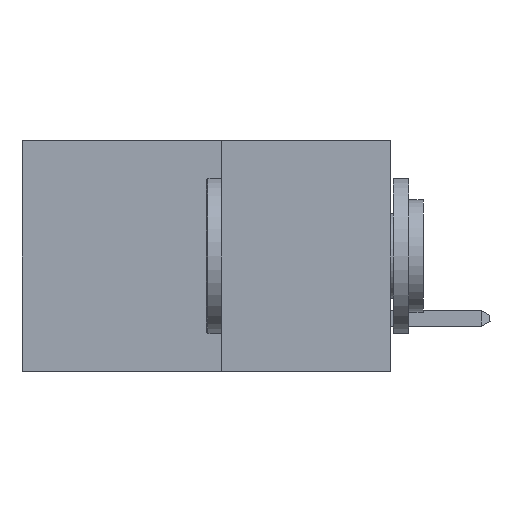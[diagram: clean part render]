
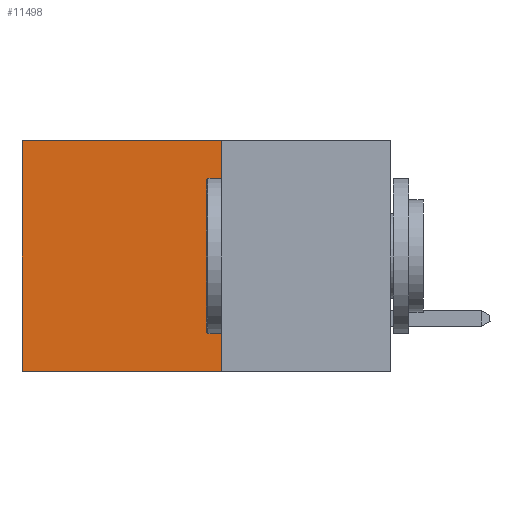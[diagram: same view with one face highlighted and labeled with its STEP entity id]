
A CAD part, left-side view. The second image highlights one B-rep face of the part: STEP entity #11498.
In plain terms, the highlighted planar face has unit normal (-1, 0, 0).
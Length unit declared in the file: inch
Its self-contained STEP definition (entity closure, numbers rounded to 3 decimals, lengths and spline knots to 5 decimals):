
#373 = CARTESIAN_POINT ( 'NONE',  ( 0.277, 0.27, 0. ) ) ;
#664 = DIRECTION ( 'NONE',  ( 0., 0., -1. ) ) ;
#4967 = PLANE ( 'NONE',  #28432 ) ;
#5548 = VERTEX_POINT ( 'NONE', #15826 ) ;
#5618 = EDGE_CURVE ( 'NONE', #5548, #27777, #22153, .T. ) ;
#5637 = VECTOR ( 'NONE', #664, 39.37008 ) ;
#5762 = LINE ( 'NONE', #23046, #28243 ) ;
#7301 = CARTESIAN_POINT ( 'NONE',  ( 0.277, 0.27, -0.37 ) ) ;
#7439 = CARTESIAN_POINT ( 'NONE',  ( 0.277, 0.27, -0.37 ) ) ;
#7446 = DIRECTION ( 'NONE',  ( 0., 0., -1. ) ) ;
#9423 = VECTOR ( 'NONE', #16991, 39.37008 ) ;
#9453 = DIRECTION ( 'NONE',  ( 1., 0., 0. ) ) ;
#9528 = EDGE_CURVE ( 'NONE', #27777, #11056, #5762, .T. ) ;
#9668 = CARTESIAN_POINT ( 'NONE',  ( 0.277, 0.59, -0.37 ) ) ;
#11056 = VERTEX_POINT ( 'NONE', #9668 ) ;
#11498 = ADVANCED_FACE ( 'NONE', ( #13650 ), #4967, .F. ) ;
#11570 = LINE ( 'NONE', #7439, #5637 ) ;
#12211 = EDGE_CURVE ( 'NONE', #5548, #12790, #11570, .T. ) ;
#12790 = VERTEX_POINT ( 'NONE', #7301 ) ;
#13280 = CARTESIAN_POINT ( 'NONE',  ( 0.277, 0.59, 0. ) ) ;
#13456 = ORIENTED_EDGE ( 'NONE', *, *, #27547, .F. ) ;
#13650 = FACE_OUTER_BOUND ( 'NONE', #16722, .T. ) ;
#15442 = VECTOR ( 'NONE', #20528, 39.37008 ) ;
#15514 = ORIENTED_EDGE ( 'NONE', *, *, #9528, .T. ) ;
#15826 = CARTESIAN_POINT ( 'NONE',  ( 0.277, 0.27, 0. ) ) ;
#16722 = EDGE_LOOP ( 'NONE', ( #15514, #13456, #18016, #22009 ) ) ;
#16991 = DIRECTION ( 'NONE',  ( 0., 1., 0. ) ) ;
#18016 = ORIENTED_EDGE ( 'NONE', *, *, #12211, .F. ) ;
#20528 = DIRECTION ( 'NONE',  ( 0., 1., 0. ) ) ;
#22009 = ORIENTED_EDGE ( 'NONE', *, *, #5618, .T. ) ;
#22043 = LINE ( 'NONE', #28272, #9423 ) ;
#22153 = LINE ( 'NONE', #373, #15442 ) ;
#22885 = CARTESIAN_POINT ( 'NONE',  ( 0.277, 0.27, -0.37 ) ) ;
#23046 = CARTESIAN_POINT ( 'NONE',  ( 0.277, 0.59, -0.37 ) ) ;
#25144 = DIRECTION ( 'NONE',  ( 0., 0., -1. ) ) ;
#27547 = EDGE_CURVE ( 'NONE', #12790, #11056, #22043, .T. ) ;
#27777 = VERTEX_POINT ( 'NONE', #13280 ) ;
#28243 = VECTOR ( 'NONE', #7446, 39.37008 ) ;
#28272 = CARTESIAN_POINT ( 'NONE',  ( 0.277, 0.27, -0.37 ) ) ;
#28432 = AXIS2_PLACEMENT_3D ( 'NONE', #22885, #9453, #25144 ) ;
